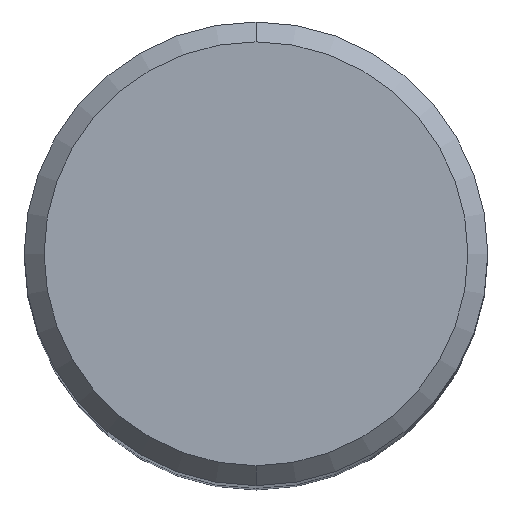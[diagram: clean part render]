
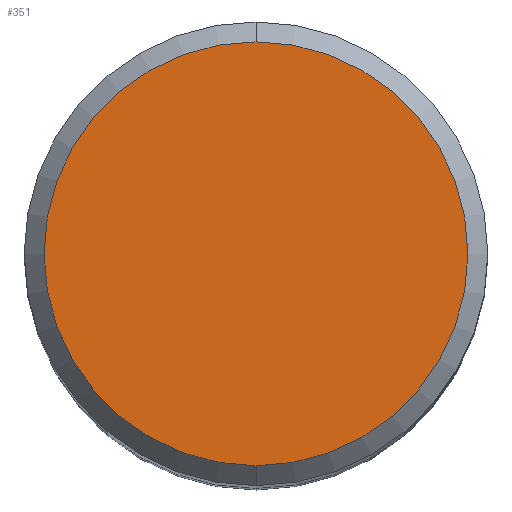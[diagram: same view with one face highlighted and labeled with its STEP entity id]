
A CAD part, top view. The second image highlights one B-rep face of the part: STEP entity #351.
In plain terms, the highlighted planar face has unit normal (0, 0, 1).
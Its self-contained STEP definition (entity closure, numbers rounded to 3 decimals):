
#203=VERTEX_POINT('',#509);
#311=EDGE_CURVE('',#315,#203,#628,.T.);
#315=VERTEX_POINT('',#632);
#351=ADVANCED_FACE('',(#671),#672,.T.);
#447=EDGE_CURVE('',#203,#315,#775,.T.);
#509=CARTESIAN_POINT('',(0.,-6.4,0.0));
#628=CIRCLE('',#1131,6.4);
#632=CARTESIAN_POINT('',(0.0,6.4,0.0));
#671=FACE_OUTER_BOUND('',#1201,.T.);
#672=PLANE('',#1202);
#775=CIRCLE('',#1459,6.4);
#1131=AXIS2_PLACEMENT_3D('',#1672,#1673,#1674);
#1201=EDGE_LOOP('',(#1717,#1718));
#1202=AXIS2_PLACEMENT_3D('',#1719,#1720,#1721);
#1459=AXIS2_PLACEMENT_3D('',#1822,#1823,#1824);
#1672=CARTESIAN_POINT('',(0.0,0.0,0.0));
#1673=DIRECTION('',(0.0,0.0,-1.0));
#1674=DIRECTION('',(0.0,1.0,0.0));
#1717=ORIENTED_EDGE('',*,*,#311,.F.);
#1718=ORIENTED_EDGE('',*,*,#447,.F.);
#1719=CARTESIAN_POINT('',(0.0,3.2,0.0));
#1720=DIRECTION('',(-0.0,0.0,1.0));
#1721=DIRECTION('',(0.0,-1.0,0.0));
#1822=CARTESIAN_POINT('',(0.0,0.0,0.0));
#1823=DIRECTION('',(0.0,0.0,-1.0));
#1824=DIRECTION('',(0.0,1.0,0.0));
